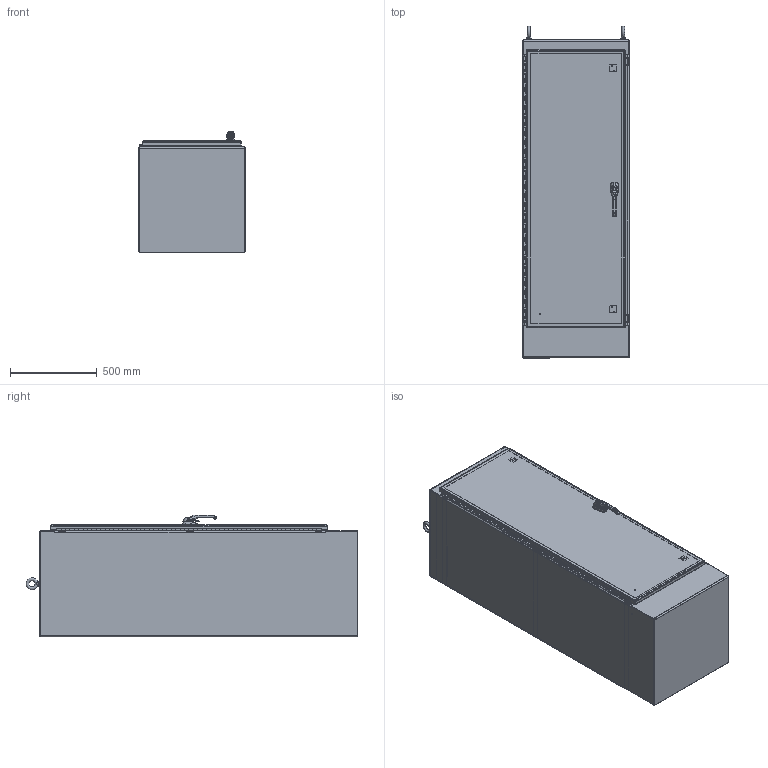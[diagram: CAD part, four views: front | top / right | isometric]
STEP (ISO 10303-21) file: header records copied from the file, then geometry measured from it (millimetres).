
FILE_DESCRIPTION(/* description */ ('NEMA 4X, SNGL DR, FLOOR MNT, 3PT, 304SS, 72X24X24'),/* implementation_level */ '2;1');
FILE_NAME(/* name */ 'WA722424SSFSN43PT.stp',/* time_stamp */ '2018-06-06T15:17:08-05:00',/* author */ ('jwagner'),/* organization */ (''),/* preprocessor_version */ 'ST-DEVELOPER v16.13',/* originating_system */ 'Autodesk Inventor 2018',/* authorisation */ '');
FILE_SCHEMA (('AUTOMOTIVE_DESIGN { 1 0 10303 214 3 1 1 }'));
Products named in the file (57): WA722424SSFSN43PT; WA722424SSFSN43PTBLR; WA2424SSFSN43PTTOP; WA2424SSFSN43PTBTM; WA24SSFSN43PTEBA; FUN00132_22.75"; FUN00132_23.75"; WA7224SSFSN43PTDR; 328131; 328131T; 328131L; 328131P; 38846; WA7224SSFSN43PT-FIP; HFW32436_ASSM; 1091-73; 1091-B11_ASM; 1091-74-03; 1091-74-01; 1091-75; DIN3771_16X2_5; 2100-11; 1091-76; D125B_10_5; DIN985_M10; 1000-02; 1225-05; 1000-277-01; SPACER; SS_LARGE_DOOR_ROD_ASSM-37029; HFW31712; 1091-903_AF0; 1091-903_AF0_1; 1091-903_AF0_2; PLASTIC-ROLLER-CAM_AF0_ASM; PLASTIC-ROLLER-CAM_AF1; 7379-M6-8X25_AF0; LOCK-NUT_AF0; SUPPORT-ROLL_AF0; 1091-BR11_AF0 ...
Assembly tree (83 placements, depth 5):
  WA722424SSFSN43PT
    WA722424SSFSN43PTBLR
    WA2424SSFSN43PTTOP
    WA2424SSFSN43PTBTM
    WA24SSFSN43PTEBA  x2
    38846  x2
    FUN00132_22.75"
    FUN00132_23.75"  x5
    WA7224SSFSN43PTDR
    328131
      328131T
      328131L
      328131P
    WA7224SSFSN43PT-FIP
    HFW32436_ASSM
      1091-73
      1091-B11_ASM
        1091-74-03
        1091-74-01
      1091-75
      DIN3771_16X2_5
      2100-11
      1091-76
      D125B_10_5
      DIN985_M10
      1000-277-01  x2
      1000-02
      1225-05
      SPACER
    SS_LARGE_DOOR_ROD_ASSM-37029
      HFW31712
        1091-903_AF0
          1091-903_AF0_1
          1091-903_AF0_2
        PLASTIC-ROLLER-CAM_AF0_ASM
          PLASTIC-ROLLER-CAM_AF1
          7379-M6-8X25_AF0
          LOCK-NUT_AF0
        SUPPORT-ROLL_AF0
        1091-BR11_AF0
      37029  x2
      ANSI B18.6.3 - 3/8-16 UNC - 1.75  x2
      HFW3762  x4
      31230  x2
      3862  x2
    SS_CHUTE_BOLT_GUIDE_WITH_PEMS_ASSM_BTM
      HFW303130
        HFW303130-PLATE
        HFW314245  x2
      HFW31234
      34930  x2
      HFW31235
      HFW369101  x2
    SS_CHUTE_BOLT_GUIDE_WITH_PEMS_ASSM_TOP
      HFW303130
        HFW303130-PLATE
        HFW314245  x2
      HFW31234
      34930  x2
      HFW369101  x2
Bounding box: 612.77 x 1911.2 x 702.08 mm (x, y, z)
Volume: 17079163.9 mm3; surface area: 12659132.3 mm2
Topology: 79 solids, 79 shells, 3796 faces, 9457 edges, 5833 vertices
Faces by surface type: plane 1648, cylinder 1266, bspline 285, torus 267, cone 235, sphere 95
Full cylindrical faces by diameter (mm): 2.5 x1, 3 x1, 3.1 x2, 3.15 x1, 3.452 x4, 3.5 x1, 3.551 x20, 3.9 x1, 4.166 x32, 4.2 x2, 4.5 x2, 4.762 x4, 5 x3, 5.099 x4, 5.4 x3, 5.69 x4, 6 x3, 6.02 x4, 6.128 x2, 6.172 x2, 6.337 x6, 6.35 x11, 6.41 x2, 6.655 x16, 7.112 x3, 7.144 x2, 7.938 x2, 8 x2, 8.2 x1, 8.56 x2
Entity records: 112830 total; most frequent: CARTESIAN_POINT 49113, DIRECTION 13016, ORIENTED_EDGE 12344, EDGE_CURVE 6172, AXIS2_PLACEMENT_3D 4862, VERTEX_POINT 3890, LINE 3292, VECTOR 3292
